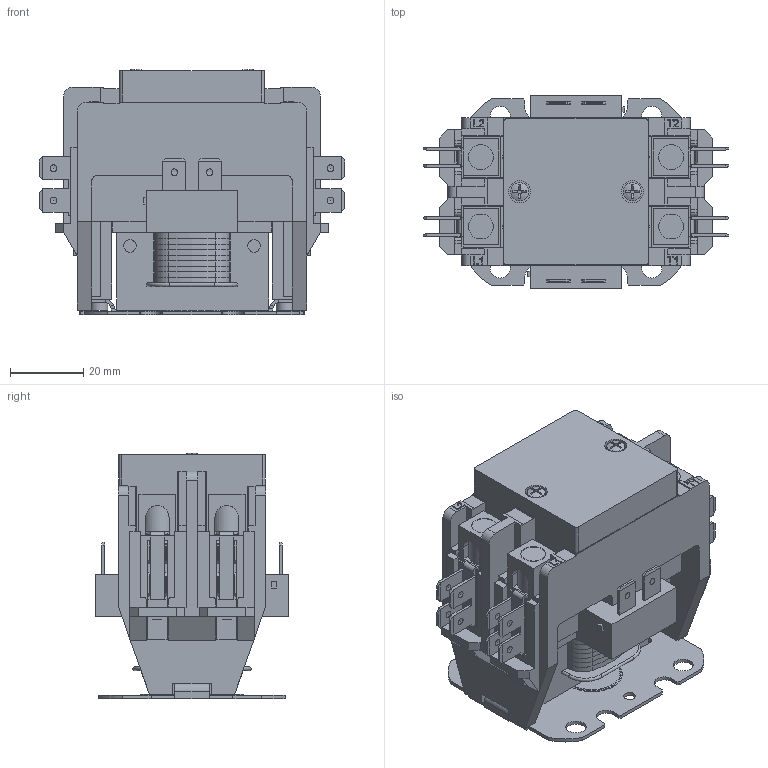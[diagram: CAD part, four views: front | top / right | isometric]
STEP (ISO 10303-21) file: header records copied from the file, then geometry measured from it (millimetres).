
FILE_DESCRIPTION(/* description */ (''),/* implementation_level */ '2;1');
FILE_NAME(/* name */ 'HCCY2XT04GG400.stp',/* time_stamp */ '2014-07-21T10:25:46-05:00',/* author */ ('bshaw'),/* organization */ (''),/* preprocessor_version */ 'ST-DEVELOPER v15.2',/* originating_system */ 'Autodesk Inventor 2014',/* authorisation */ '');
FILE_SCHEMA (('AUTOMOTIVE_DESIGN { 1 0 10303 214 3 1 1 }'));
Length unit declared in the file: centimetre
Products named in the file (1): HCC_2X LUG
Bounding box: 83.13 x 52.7 x 66.95 mm (x, y, z)
Volume: 125532.6 mm3; surface area: 37376.9 mm2
Topology: 1 solids, 2 shells, 1331 faces, 3883 edges, 2582 vertices
Faces by surface type: plane 923, cylinder 313, sphere 42, bspline 38, torus 11, cone 4
Full cylindrical faces by diameter (mm): 3.22 x2, 3.4 x4, 4.95 x4, 5.5 x4, 6 x2, 6.782 x4
Entity records: 46907 total; most frequent: CARTESIAN_POINT 10635, ORIENTED_EDGE 7502, DIRECTION 6914, EDGE_CURVE 3751, LINE 2856, VECTOR 2856, VERTEX_POINT 2504, AXIS2_PLACEMENT_3D 2029
